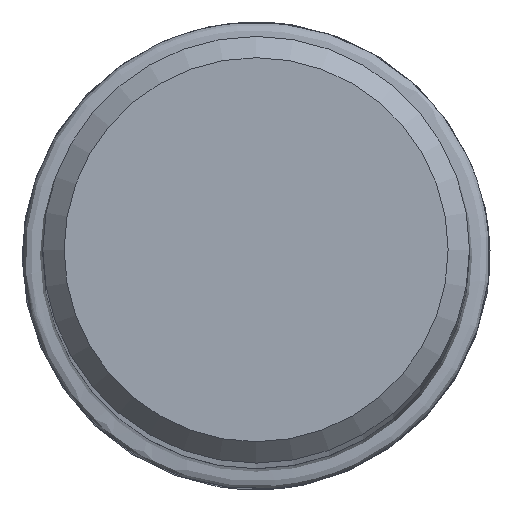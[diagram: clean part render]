
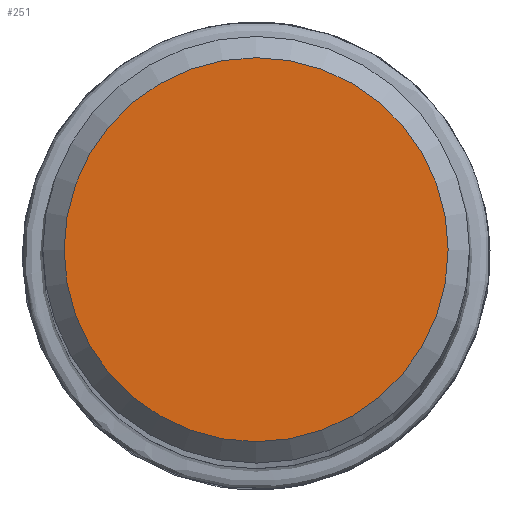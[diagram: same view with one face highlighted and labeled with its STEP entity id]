
A CAD part, top view. The second image highlights one B-rep face of the part: STEP entity #251.
In plain terms, the highlighted planar face has unit normal (0, 0, 1).
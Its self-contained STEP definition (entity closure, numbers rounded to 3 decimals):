
#102=PLANE('',#426);
#104=FACE_OUTER_BOUND('',#138,.T.);
#138=EDGE_LOOP('',(#176));
#176=ORIENTED_EDGE('',*,*,#198,.F.);
#198=EDGE_CURVE('',#311,#311,#217,.T.);
#217=CIRCLE('',#425,9.);
#251=ADVANCED_FACE('CU_SU3',(#104),#102,.F.);
#311=VERTEX_POINT('',#5683);
#425=AXIS2_PLACEMENT_3D('',#5682,#515,#516);
#426=AXIS2_PLACEMENT_3D('',#5684,#517,#518);
#515=DIRECTION('',(0.,0.,-1.));
#516=DIRECTION('',(-1.,0.,0.));
#517=DIRECTION('',(0.,0.,-1.));
#518=DIRECTION('',(-1.,0.,0.));
#5682=CARTESIAN_POINT('',(0.,0.,0.));
#5683=CARTESIAN_POINT('',(-9.,0.,0.));
#5684=CARTESIAN_POINT('',(0.,0.,0.));
